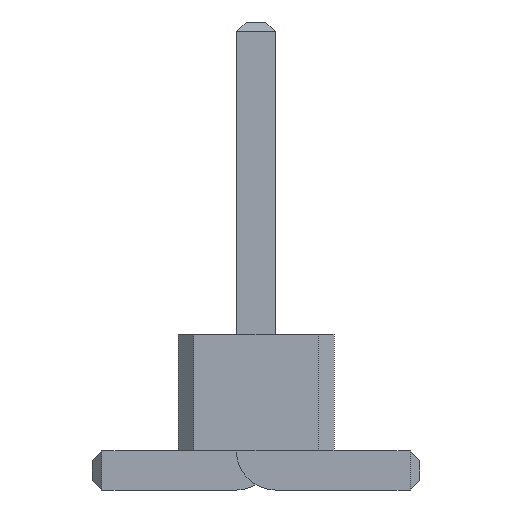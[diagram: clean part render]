
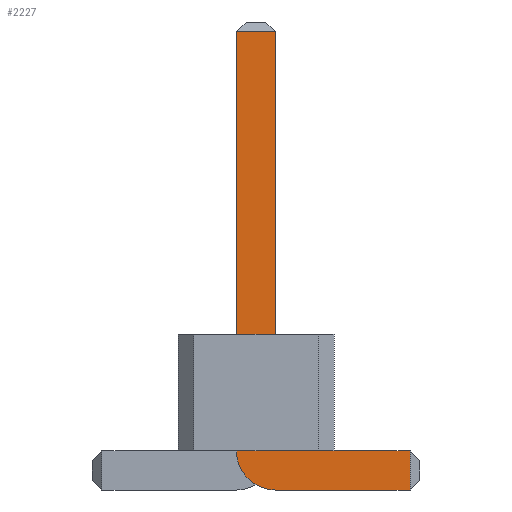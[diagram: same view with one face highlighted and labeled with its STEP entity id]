
A CAD part, front view. The second image highlights one B-rep face of the part: STEP entity #2227.
In plain terms, the highlighted planar face has unit normal (0, -1, 0).
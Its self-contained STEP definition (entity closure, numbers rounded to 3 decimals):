
#13=DIRECTION('',(0.,0.,1.));
#27=VECTOR('',#13,1.);
#67=DIRECTION('',(1.,0.,0.));
#953=VECTOR('',#67,1.);
#1006=DIRECTION('',(-1.,0.,0.));
#2033=VECTOR('',#1006,1.);
#2041=DIRECTION('',(-0.,1.,0.));
#2042=DIRECTION('',(0.,0.,-1.));
#2059=VECTOR('',#2042,1.);
#2071=DIRECTION('',(0.,1.,0.));
#2072=DIRECTION('',(1.,0.,0.));
#2079=VERTEX_POINT('',#2080);
#2080=CARTESIAN_POINT('',(1.975,-15.25,0.));
#2082=ORIENTED_EDGE('',*,*,#2083,.T.);
#2083=EDGE_CURVE('',#2079,#2084,#2086,.T.);
#2084=VERTEX_POINT('',#2085);
#2085=CARTESIAN_POINT('',(0.25,-15.25,0.));
#2086=LINE('',#2087,#2033);
#2087=CARTESIAN_POINT('',(2.1,-15.25,0.));
#2124=VERTEX_POINT('',#2125);
#2125=CARTESIAN_POINT('',(-0.25,-15.25,0.5));
#2128=EDGE_CURVE('',#2084,#2124,#2129,.T.);
#2129=CIRCLE('',#2130,0.5);
#2130=AXIS2_PLACEMENT_3D('',#2131,#2041,#2042);
#2131=CARTESIAN_POINT('',(0.25,-15.25,0.5));
#2140=VERTEX_POINT('',#2131);
#2142=ORIENTED_EDGE('',*,*,#2143,.T.);
#2143=EDGE_CURVE('',#2140,#2144,#2146,.T.);
#2144=VERTEX_POINT('',#2145);
#2145=CARTESIAN_POINT('',(1.975,-15.25,0.5));
#2146=LINE('',#2131,#953);
#2156=ORIENTED_EDGE('',*,*,#2157,.T.);
#2157=EDGE_CURVE('',#2124,#2158,#2160,.T.);
#2158=VERTEX_POINT('',#2159);
#2159=CARTESIAN_POINT('',(-0.25,-15.25,5.875));
#2160=LINE('',#2161,#27);
#2161=CARTESIAN_POINT('',(-0.25,-15.25,0.));
#2173=VERTEX_POINT('',#2174);
#2174=CARTESIAN_POINT('',(0.25,-15.25,5.875));
#2176=ORIENTED_EDGE('',*,*,#2177,.T.);
#2177=EDGE_CURVE('',#2173,#2140,#2178,.T.);
#2178=LINE('',#2179,#2059);
#2179=CARTESIAN_POINT('',(0.25,-15.25,6.));
#2227=ADVANCED_FACE('',(#2228),#2237,.F.);
#2228=FACE_BOUND('',#2229,.F.);
#2229=EDGE_LOOP('',(#2082,#2230,#2156,#2231,#2176,#2142,#2234));
#2230=ORIENTED_EDGE('',*,*,#2128,.T.);
#2231=ORIENTED_EDGE('',*,*,#2232,.T.);
#2232=EDGE_CURVE('',#2158,#2173,#2233,.T.);
#2233=LINE('',#2159,#953);
#2234=ORIENTED_EDGE('',*,*,#2235,.T.);
#2235=EDGE_CURVE('',#2144,#2079,#2236,.T.);
#2236=LINE('',#2145,#2059);
#2237=PLANE('',#2238);
#2238=AXIS2_PLACEMENT_3D('',#2239,#2071,#2072);
#2239=CARTESIAN_POINT('',(0.316,-15.25,2.391));
